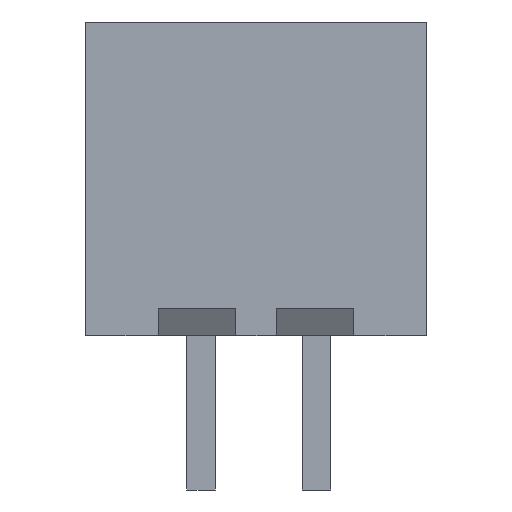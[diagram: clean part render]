
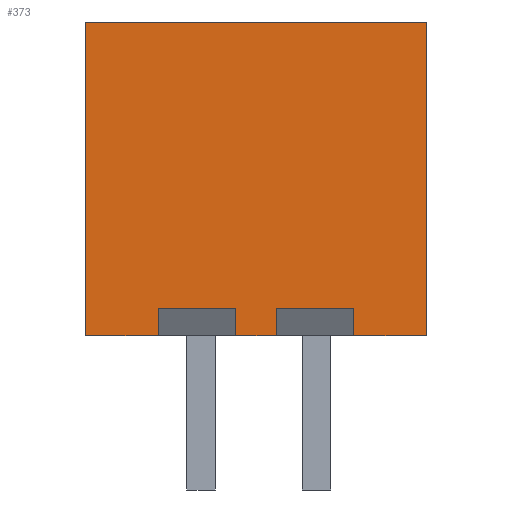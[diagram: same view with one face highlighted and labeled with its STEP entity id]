
A CAD part, left-side view. The second image highlights one B-rep face of the part: STEP entity #373.
In plain terms, the highlighted planar face has unit normal (-1, 0, 0).
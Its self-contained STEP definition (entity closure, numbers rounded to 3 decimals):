
#321 = EDGE_CURVE('',#322,#324,#326,.T.);
#322 = VERTEX_POINT('',#323);
#323 = CARTESIAN_POINT('',(-3.275,2.55,0.025));
#324 = VERTEX_POINT('',#325);
#325 = CARTESIAN_POINT('',(-3.275,0.95,0.025));
#326 = LINE('',#327,#328);
#327 = CARTESIAN_POINT('',(-3.275,2.55,0.025));
#328 = VECTOR('',#329,1.);
#329 = DIRECTION('',(0.,-1.,0.));
#373 = ADVANCED_FACE('',(#374),#463,.T.);
#374 = FACE_BOUND('',#375,.T.);
#375 = EDGE_LOOP('',(#376,#384,#385,#393,#401,#409,#417,#425,#433,#441,
    #449,#457));
#376 = ORIENTED_EDGE('',*,*,#377,.T.);
#377 = EDGE_CURVE('',#378,#322,#380,.T.);
#378 = VERTEX_POINT('',#379);
#379 = CARTESIAN_POINT('',(-3.275,2.55,6.925));
#380 = LINE('',#381,#382);
#381 = CARTESIAN_POINT('',(-3.275,2.55,6.925));
#382 = VECTOR('',#383,1.);
#383 = DIRECTION('',(0.,0.,-1.));
#384 = ORIENTED_EDGE('',*,*,#321,.T.);
#385 = ORIENTED_EDGE('',*,*,#386,.T.);
#386 = EDGE_CURVE('',#324,#387,#389,.T.);
#387 = VERTEX_POINT('',#388);
#388 = CARTESIAN_POINT('',(-3.275,0.95,0.625));
#389 = LINE('',#390,#391);
#390 = CARTESIAN_POINT('',(-3.275,0.95,2.05));
#391 = VECTOR('',#392,1.);
#392 = DIRECTION('',(0.,0.,1.));
#393 = ORIENTED_EDGE('',*,*,#394,.T.);
#394 = EDGE_CURVE('',#387,#395,#397,.T.);
#395 = VERTEX_POINT('',#396);
#396 = CARTESIAN_POINT('',(-3.275,-0.75,0.625));
#397 = LINE('',#398,#399);
#398 = CARTESIAN_POINT('',(-3.275,-0.975,0.625));
#399 = VECTOR('',#400,1.);
#400 = DIRECTION('',(0.,-1.,0.));
#401 = ORIENTED_EDGE('',*,*,#402,.T.);
#402 = EDGE_CURVE('',#395,#403,#405,.T.);
#403 = VERTEX_POINT('',#404);
#404 = CARTESIAN_POINT('',(-3.275,-0.75,0.025));
#405 = LINE('',#406,#407);
#406 = CARTESIAN_POINT('',(-3.275,-0.75,1.75));
#407 = VECTOR('',#408,1.);
#408 = DIRECTION('',(0.,0.,-1.));
#409 = ORIENTED_EDGE('',*,*,#410,.T.);
#410 = EDGE_CURVE('',#403,#411,#413,.T.);
#411 = VERTEX_POINT('',#412);
#412 = CARTESIAN_POINT('',(-3.275,-1.65,0.025));
#413 = LINE('',#414,#415);
#414 = CARTESIAN_POINT('',(-3.275,2.55,0.025));
#415 = VECTOR('',#416,1.);
#416 = DIRECTION('',(0.,-1.,0.));
#417 = ORIENTED_EDGE('',*,*,#418,.T.);
#418 = EDGE_CURVE('',#411,#419,#421,.T.);
#419 = VERTEX_POINT('',#420);
#420 = CARTESIAN_POINT('',(-3.275,-1.65,0.625));
#421 = LINE('',#422,#423);
#422 = CARTESIAN_POINT('',(-3.275,-1.65,2.05));
#423 = VECTOR('',#424,1.);
#424 = DIRECTION('',(0.,0.,1.));
#425 = ORIENTED_EDGE('',*,*,#426,.T.);
#426 = EDGE_CURVE('',#419,#427,#429,.T.);
#427 = VERTEX_POINT('',#428);
#428 = CARTESIAN_POINT('',(-3.275,-3.35,0.625));
#429 = LINE('',#430,#431);
#430 = CARTESIAN_POINT('',(-3.275,-2.275,0.625));
#431 = VECTOR('',#432,1.);
#432 = DIRECTION('',(0.,-1.,0.));
#433 = ORIENTED_EDGE('',*,*,#434,.T.);
#434 = EDGE_CURVE('',#427,#435,#437,.T.);
#435 = VERTEX_POINT('',#436);
#436 = CARTESIAN_POINT('',(-3.275,-3.35,0.025));
#437 = LINE('',#438,#439);
#438 = CARTESIAN_POINT('',(-3.275,-3.35,1.75));
#439 = VECTOR('',#440,1.);
#440 = DIRECTION('',(0.,0.,-1.));
#441 = ORIENTED_EDGE('',*,*,#442,.T.);
#442 = EDGE_CURVE('',#435,#443,#445,.T.);
#443 = VERTEX_POINT('',#444);
#444 = CARTESIAN_POINT('',(-3.275,-4.95,0.025));
#445 = LINE('',#446,#447);
#446 = CARTESIAN_POINT('',(-3.275,2.55,0.025));
#447 = VECTOR('',#448,1.);
#448 = DIRECTION('',(0.,-1.,0.));
#449 = ORIENTED_EDGE('',*,*,#450,.T.);
#450 = EDGE_CURVE('',#443,#451,#453,.T.);
#451 = VERTEX_POINT('',#452);
#452 = CARTESIAN_POINT('',(-3.275,-4.95,6.925));
#453 = LINE('',#454,#455);
#454 = CARTESIAN_POINT('',(-3.275,-4.95,0.025));
#455 = VECTOR('',#456,1.);
#456 = DIRECTION('',(0.,0.,1.));
#457 = ORIENTED_EDGE('',*,*,#458,.T.);
#458 = EDGE_CURVE('',#451,#378,#459,.T.);
#459 = LINE('',#460,#461);
#460 = CARTESIAN_POINT('',(-3.275,-4.95,6.925));
#461 = VECTOR('',#462,1.);
#462 = DIRECTION('',(0.,1.,0.));
#463 = PLANE('',#464);
#464 = AXIS2_PLACEMENT_3D('',#465,#466,#467);
#465 = CARTESIAN_POINT('',(-3.275,-1.2,3.475));
#466 = DIRECTION('',(-1.,0.,0.));
#467 = DIRECTION('',(0.,1.,0.));
